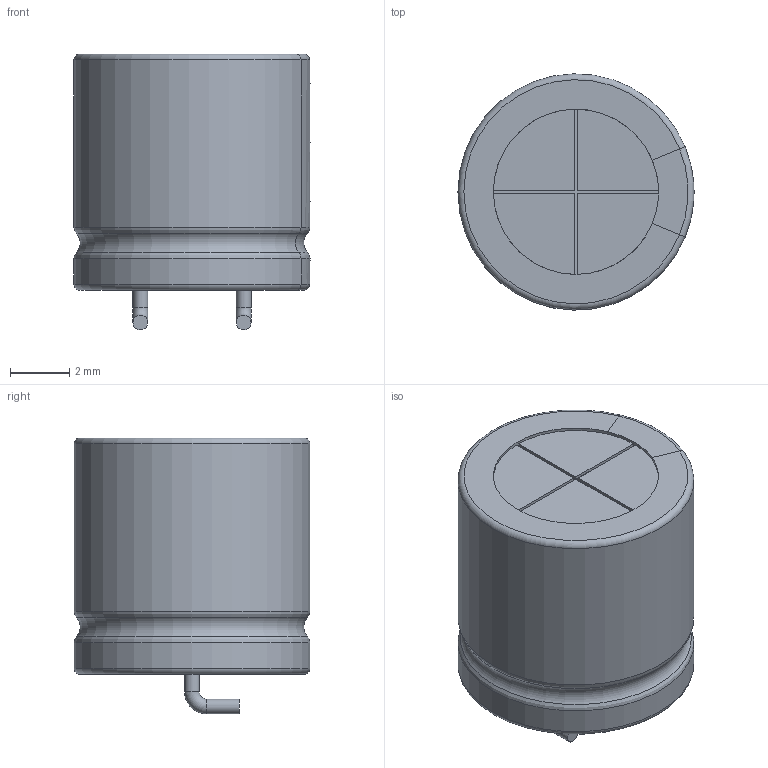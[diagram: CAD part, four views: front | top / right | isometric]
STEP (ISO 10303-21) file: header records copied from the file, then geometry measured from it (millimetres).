
FILE_DESCRIPTION(/* description */ ('model of CP_Radial_D8.0mm_P3.50mm'),/* implementation_level */ '2;1');
FILE_NAME(/* name */ 'CP_Radial_L_D8.0mm_P3.50mm.stp',/* time_stamp */ '2021-05-04T14:00:08+09:00',/* author */ ('nnaka'),/* organization */ ('FreeCAD'),/* preprocessor_version */ 'ST-DEVELOPER v17.2',/* originating_system */ 'Autodesk Inventor 2019',/* authorisation */ '');
FILE_SCHEMA (('AUTOMOTIVE_DESIGN { 1 0 10303 214 3 1 1 }'));
Length unit declared in the file: millimetre
Products named in the file (1): CP_Radial_D8.0mm_P3.50mm
Bounding box: 8 x 8 x 9.35 mm (x, y, z)
Volume: 389.8 mm3; surface area: 366.1 mm2
Topology: 1 solids, 2 shells, 57 faces, 146 edges, 96 vertices
Faces by surface type: plane 23, cylinder 16, torus 10, bspline 8
Full cylindrical faces by diameter (mm): 0.5 x4, 5.6 x1
Entity records: 2443 total; most frequent: CARTESIAN_POINT 904, DIRECTION 319, ORIENTED_EDGE 292, EDGE_CURVE 146, AXIS2_PLACEMENT_3D 135, VERTEX_POINT 96, CIRCLE 81, EDGE_LOOP 60
